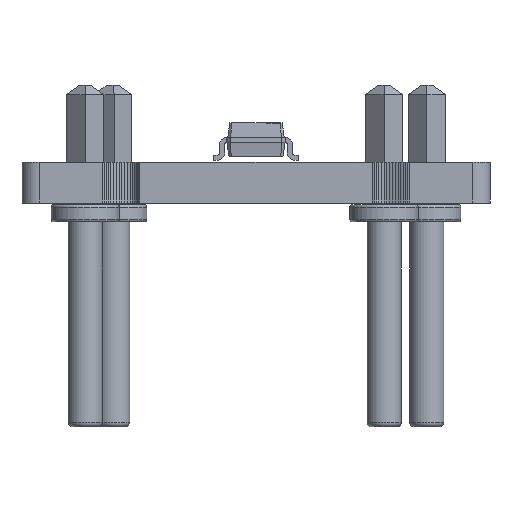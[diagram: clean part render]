
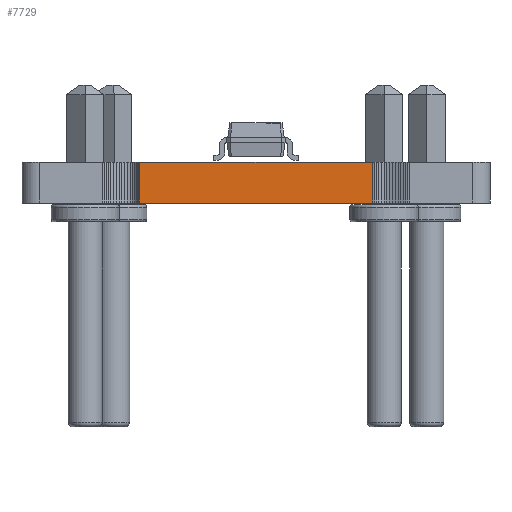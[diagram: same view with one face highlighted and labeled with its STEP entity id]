
A CAD part, front view. The second image highlights one B-rep face of the part: STEP entity #7729.
In plain terms, the highlighted planar face has unit normal (0, -1, 0).
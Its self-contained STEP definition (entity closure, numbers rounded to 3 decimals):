
#3041 = VERTEX_POINT('',#3042);
#3042 = CARTESIAN_POINT('',(-3.4,-11.,0.));
#3048 = EDGE_CURVE('',#3049,#3041,#3051,.T.);
#3049 = VERTEX_POINT('',#3050);
#3050 = CARTESIAN_POINT('',(3.4,-11.,0.));
#3051 = LINE('',#3052,#3053);
#3052 = CARTESIAN_POINT('',(3.4,-11.,0.));
#3053 = VECTOR('',#3054,1.);
#3054 = DIRECTION('',(-1.,0.,0.));
#4523 = VERTEX_POINT('',#4524);
#4524 = CARTESIAN_POINT('',(-3.4,-11.,1.2));
#4530 = EDGE_CURVE('',#4531,#4523,#4533,.T.);
#4531 = VERTEX_POINT('',#4532);
#4532 = CARTESIAN_POINT('',(3.4,-11.,1.2));
#4533 = LINE('',#4534,#4535);
#4534 = CARTESIAN_POINT('',(3.4,-11.,1.2));
#4535 = VECTOR('',#4536,1.);
#4536 = DIRECTION('',(-1.,0.,0.));
#7701 = EDGE_CURVE('',#3049,#4531,#7702,.T.);
#7702 = LINE('',#7703,#7704);
#7703 = CARTESIAN_POINT('',(3.4,-11.,0.));
#7704 = VECTOR('',#7705,1.);
#7705 = DIRECTION('',(0.,0.,1.));
#7729 = ADVANCED_FACE('',(#7730),#7741,.T.);
#7730 = FACE_BOUND('',#7731,.T.);
#7731 = EDGE_LOOP('',(#7732,#7733,#7734,#7740));
#7732 = ORIENTED_EDGE('',*,*,#7701,.T.);
#7733 = ORIENTED_EDGE('',*,*,#4530,.T.);
#7734 = ORIENTED_EDGE('',*,*,#7735,.F.);
#7735 = EDGE_CURVE('',#3041,#4523,#7736,.T.);
#7736 = LINE('',#7737,#7738);
#7737 = CARTESIAN_POINT('',(-3.4,-11.,0.));
#7738 = VECTOR('',#7739,1.);
#7739 = DIRECTION('',(0.,0.,1.));
#7740 = ORIENTED_EDGE('',*,*,#3048,.F.);
#7741 = PLANE('',#7742);
#7742 = AXIS2_PLACEMENT_3D('',#7743,#7744,#7745);
#7743 = CARTESIAN_POINT('',(3.4,-11.,0.));
#7744 = DIRECTION('',(0.,-1.,0.));
#7745 = DIRECTION('',(-1.,0.,0.));
